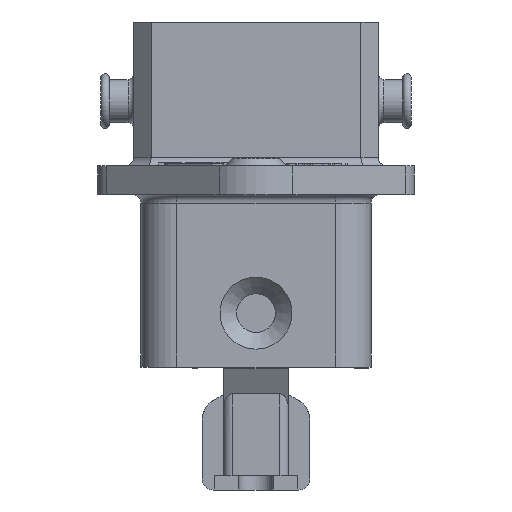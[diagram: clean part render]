
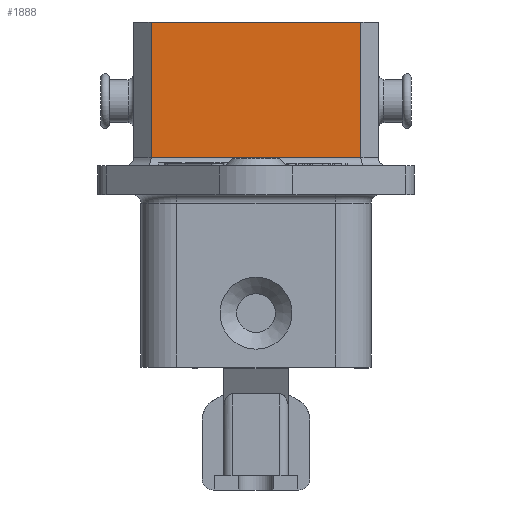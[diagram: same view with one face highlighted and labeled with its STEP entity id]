
A CAD part, front view. The second image highlights one B-rep face of the part: STEP entity #1888.
In plain terms, the highlighted planar face has unit normal (0, -1, 0).
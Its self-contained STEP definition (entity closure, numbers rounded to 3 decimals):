
#1888 = ADVANCED_FACE( '', ( #3915 ), #3916, .T. );
#3915 = FACE_OUTER_BOUND( '', #6251, .T. );
#3916 = PLANE( '', #6252 );
#6251 = EDGE_LOOP( '', ( #12666, #12667, #12668, #12669 ) );
#6252 = AXIS2_PLACEMENT_3D( '', #12670, #12671, #12672 );
#12666 = ORIENTED_EDGE( '', *, *, #13411, .T. );
#12667 = ORIENTED_EDGE( '', *, *, #14209, .T. );
#12668 = ORIENTED_EDGE( '', *, *, #15397, .T. );
#12669 = ORIENTED_EDGE( '', *, *, #13720, .F. );
#12670 = CARTESIAN_POINT( '', ( -8.5, -8., -10. ) );
#12671 = DIRECTION( '', ( 0., -1., 0. ) );
#12672 = DIRECTION( '', ( 0., 0., -1. ) );
#13411 = EDGE_CURVE( '', #15971, #15969, #15972, .T. );
#13720 = EDGE_CURVE( '', #15971, #16503, #16504, .T. );
#14209 = EDGE_CURVE( '', #15969, #17297, #17299, .T. );
#15397 = EDGE_CURVE( '', #17297, #16503, #18947, .T. );
#15969 = VERTEX_POINT( '', #19722 );
#15971 = VERTEX_POINT( '', #19725 );
#15972 = LINE( '', #19726, #19727 );
#16503 = VERTEX_POINT( '', #20632 );
#16504 = LINE( '', #20633, #20634 );
#17297 = VERTEX_POINT( '', #21939 );
#17299 = LINE( '', #21941, #21942 );
#18947 = LINE( '', #24933, #24934 );
#19722 = CARTESIAN_POINT( '', ( -7.3, -8., -9.4 ) );
#19725 = CARTESIAN_POINT( '', ( -7.3, -8., 0. ) );
#19726 = CARTESIAN_POINT( '', ( -7.3, -8., -10. ) );
#19727 = VECTOR( '', #25469, 1000. );
#20632 = CARTESIAN_POINT( '', ( 7.3, -8., 0. ) );
#20633 = CARTESIAN_POINT( '', ( -8.5, -8., 0. ) );
#20634 = VECTOR( '', #25750, 1000. );
#21939 = CARTESIAN_POINT( '', ( 7.3, -8., -9.4 ) );
#21941 = CARTESIAN_POINT( '', ( 7.3, -8., -9.4 ) );
#21942 = VECTOR( '', #26287, 1000. );
#24933 = CARTESIAN_POINT( '', ( 7.3, -8., -10. ) );
#24934 = VECTOR( '', #27369, 1000. );
#25469 = DIRECTION( '', ( 0., 0., -1. ) );
#25750 = DIRECTION( '', ( 1., 0., 0. ) );
#26287 = DIRECTION( '', ( 1., 0., 0. ) );
#27369 = DIRECTION( '', ( 0., 0., 1. ) );
